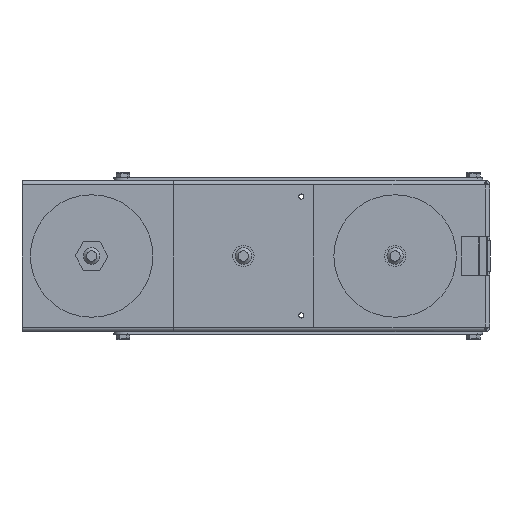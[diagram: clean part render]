
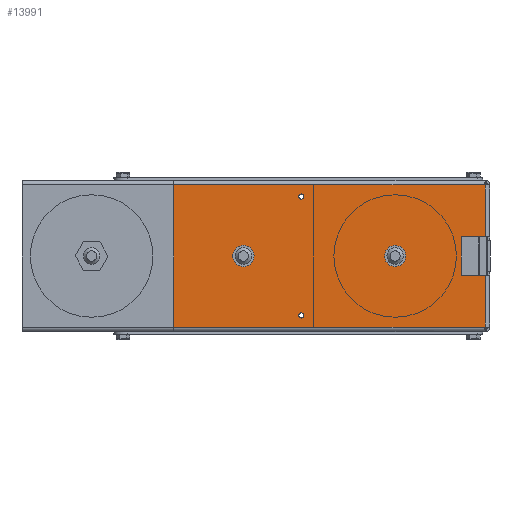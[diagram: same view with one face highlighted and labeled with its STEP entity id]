
A CAD part, front view. The second image highlights one B-rep face of the part: STEP entity #13991.
In plain terms, the highlighted planar face has unit normal (0, -1, 0).
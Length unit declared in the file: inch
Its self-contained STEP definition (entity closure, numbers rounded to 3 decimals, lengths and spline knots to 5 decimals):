
#513=FACE_BOUND('',#2280,.T.);
#514=FACE_BOUND('',#2281,.T.);
#515=FACE_BOUND('',#2282,.T.);
#516=FACE_BOUND('',#2283,.T.);
#790=CIRCLE('',#15096,0.28);
#792=CIRCLE('',#15099,0.28);
#794=CIRCLE('',#15102,0.07);
#796=CIRCLE('',#15105,0.07);
#1527=FACE_OUTER_BOUND('',#2279,.T.);
#2279=EDGE_LOOP('',(#9445,#9446,#9447,#9448,#9449,#9450,#9451,#9452,#9453,
#9454,#9455,#9456));
#2280=EDGE_LOOP('',(#9457));
#2281=EDGE_LOOP('',(#9458));
#2282=EDGE_LOOP('',(#9459));
#2283=EDGE_LOOP('',(#9460));
#3270=LINE('',#20436,#4567);
#3272=LINE('',#20442,#4569);
#3276=LINE('',#20452,#4573);
#3277=LINE('',#20454,#4574);
#3278=LINE('',#20456,#4575);
#3279=LINE('',#20458,#4576);
#3280=LINE('',#20460,#4577);
#3281=LINE('',#20462,#4578);
#3282=LINE('',#20464,#4579);
#3283=LINE('',#20466,#4580);
#3284=LINE('',#20468,#4581);
#3285=LINE('',#20469,#4582);
#4567=VECTOR('',#16565,0.3937);
#4569=VECTOR('',#16571,0.3937);
#4573=VECTOR('',#16579,0.3937);
#4574=VECTOR('',#16580,0.3937);
#4575=VECTOR('',#16581,0.3937);
#4576=VECTOR('',#16582,0.3937);
#4577=VECTOR('',#16583,0.3937);
#4578=VECTOR('',#16584,0.3937);
#4579=VECTOR('',#16585,0.3937);
#4580=VECTOR('',#16586,0.3937);
#4581=VECTOR('',#16587,0.3937);
#4582=VECTOR('',#16588,0.3937);
#5878=VERTEX_POINT('',#20408);
#5880=VERTEX_POINT('',#20414);
#5882=VERTEX_POINT('',#20420);
#5884=VERTEX_POINT('',#20426);
#5887=VERTEX_POINT('',#20433);
#5888=VERTEX_POINT('',#20435);
#5890=VERTEX_POINT('',#20441);
#5894=VERTEX_POINT('',#20451);
#5895=VERTEX_POINT('',#20453);
#5896=VERTEX_POINT('',#20455);
#5897=VERTEX_POINT('',#20457);
#5898=VERTEX_POINT('',#20459);
#5899=VERTEX_POINT('',#20461);
#5900=VERTEX_POINT('',#20463);
#5901=VERTEX_POINT('',#20465);
#5902=VERTEX_POINT('',#20467);
#7294=EDGE_CURVE('',#5878,#5878,#790,.T.);
#7297=EDGE_CURVE('',#5880,#5880,#792,.T.);
#7300=EDGE_CURVE('',#5882,#5882,#794,.T.);
#7303=EDGE_CURVE('',#5884,#5884,#796,.T.);
#7307=EDGE_CURVE('',#5887,#5888,#3270,.T.);
#7310=EDGE_CURVE('',#5890,#5888,#3272,.T.);
#7315=EDGE_CURVE('',#5894,#5887,#3276,.T.);
#7316=EDGE_CURVE('',#5895,#5894,#3277,.T.);
#7317=EDGE_CURVE('',#5896,#5895,#3278,.T.);
#7318=EDGE_CURVE('',#5897,#5896,#3279,.T.);
#7319=EDGE_CURVE('',#5897,#5898,#3280,.T.);
#7320=EDGE_CURVE('',#5898,#5899,#3281,.T.);
#7321=EDGE_CURVE('',#5899,#5900,#3282,.T.);
#7322=EDGE_CURVE('',#5900,#5901,#3283,.T.);
#7323=EDGE_CURVE('',#5901,#5902,#3284,.T.);
#7324=EDGE_CURVE('',#5902,#5890,#3285,.T.);
#9445=ORIENTED_EDGE('',*,*,#7307,.F.);
#9446=ORIENTED_EDGE('',*,*,#7315,.F.);
#9447=ORIENTED_EDGE('',*,*,#7316,.F.);
#9448=ORIENTED_EDGE('',*,*,#7317,.F.);
#9449=ORIENTED_EDGE('',*,*,#7318,.F.);
#9450=ORIENTED_EDGE('',*,*,#7319,.T.);
#9451=ORIENTED_EDGE('',*,*,#7320,.T.);
#9452=ORIENTED_EDGE('',*,*,#7321,.T.);
#9453=ORIENTED_EDGE('',*,*,#7322,.T.);
#9454=ORIENTED_EDGE('',*,*,#7323,.T.);
#9455=ORIENTED_EDGE('',*,*,#7324,.T.);
#9456=ORIENTED_EDGE('',*,*,#7310,.T.);
#9457=ORIENTED_EDGE('',*,*,#7294,.T.);
#9458=ORIENTED_EDGE('',*,*,#7297,.T.);
#9459=ORIENTED_EDGE('',*,*,#7300,.T.);
#9460=ORIENTED_EDGE('',*,*,#7303,.T.);
#13474=PLANE('',#15112);
#13991=ADVANCED_FACE('',(#1527,#513,#514,#515,#516),#13474,.T.);
#15096=AXIS2_PLACEMENT_3D('',#20409,#16535,#16536);
#15099=AXIS2_PLACEMENT_3D('',#20415,#16542,#16543);
#15102=AXIS2_PLACEMENT_3D('',#20421,#16549,#16550);
#15105=AXIS2_PLACEMENT_3D('',#20427,#16556,#16557);
#15112=AXIS2_PLACEMENT_3D('',#20450,#16577,#16578);
#16535=DIRECTION('center_axis',(0.,1.,0.));
#16536=DIRECTION('ref_axis',(-1.,0.,0.));
#16542=DIRECTION('center_axis',(0.,1.,0.));
#16543=DIRECTION('ref_axis',(-1.,0.,0.));
#16549=DIRECTION('center_axis',(0.,1.,0.));
#16550=DIRECTION('ref_axis',(-1.,0.,0.));
#16556=DIRECTION('center_axis',(0.,1.,0.));
#16557=DIRECTION('ref_axis',(-1.,0.,0.));
#16565=DIRECTION('',(0.,0.,-1.));
#16571=DIRECTION('',(1.,0.,0.));
#16577=DIRECTION('center_axis',(0.,-1.,0.));
#16578=DIRECTION('ref_axis',(0.,0.,-1.));
#16579=DIRECTION('',(1.,0.,0.));
#16580=DIRECTION('',(0.,0.,1.));
#16581=DIRECTION('',(-1.,0.,0.));
#16582=DIRECTION('',(0.,0.,-1.));
#16583=DIRECTION('',(-1.,0.,0.));
#16584=DIRECTION('',(0.,0.,1.));
#16585=DIRECTION('',(-1.,0.,0.));
#16586=DIRECTION('',(0.,0.,1.));
#16587=DIRECTION('',(1.,0.,0.));
#16588=DIRECTION('',(0.,0.,1.));
#20408=CARTESIAN_POINT('',(-2.22,-0.0635,0.));
#20409=CARTESIAN_POINT('Origin',(-2.5,-0.0635,
0.));
#20414=CARTESIAN_POINT('',(-6.22,-0.0635,0.));
#20415=CARTESIAN_POINT('Origin',(-6.5,-0.0635,
0.));
#20420=CARTESIAN_POINT('',(-4.91,-0.0635,-1.565));
#20421=CARTESIAN_POINT('Origin',(-4.98,-0.0635,-1.565));
#20426=CARTESIAN_POINT('',(-4.91,-0.0635,1.565));
#20427=CARTESIAN_POINT('Origin',(-4.98,-0.0635,1.565));
#20433=CARTESIAN_POINT('',(-0.127,-0.0635,1.873));
#20435=CARTESIAN_POINT('',(-0.127,-0.0635,0.505));
#20436=CARTESIAN_POINT('',(-0.127,-0.0635,0.));
#20441=CARTESIAN_POINT('',(-0.76,-0.0635,0.505));
#20442=CARTESIAN_POINT('',(0.,-0.0635,0.505));
#20450=CARTESIAN_POINT('Origin',(0.,-0.0635,0.));
#20451=CARTESIAN_POINT('',(-8.34,-0.0635,1.873));
#20452=CARTESIAN_POINT('',(-0.6063,-0.0635,1.873));
#20453=CARTESIAN_POINT('',(-8.34,-0.0635,-1.873));
#20454=CARTESIAN_POINT('',(-8.34,-0.0635,0.));
#20455=CARTESIAN_POINT('',(-0.127,-0.0635,-1.873));
#20456=CARTESIAN_POINT('',(-0.6063,-0.0635,-1.873));
#20457=CARTESIAN_POINT('',(-0.127,-0.0635,-0.505));
#20458=CARTESIAN_POINT('',(-0.127,-0.0635,0.));
#20459=CARTESIAN_POINT('',(-0.76,-0.0635,-0.505));
#20460=CARTESIAN_POINT('',(0.,-0.0635,-0.505));
#20461=CARTESIAN_POINT('',(-0.76,-0.0635,-0.475));
#20462=CARTESIAN_POINT('',(-0.76,-0.0635,-0.2275));
#20463=CARTESIAN_POINT('',(-0.7635,-0.0635,-0.475));
#20464=CARTESIAN_POINT('',(-0.38175,-0.0635,-0.475));
#20465=CARTESIAN_POINT('',(-0.7635,-0.0635,0.475));
#20466=CARTESIAN_POINT('',(-0.7635,-0.0635,0.2375));
#20467=CARTESIAN_POINT('',(-0.76,-0.0635,0.475));
#20468=CARTESIAN_POINT('',(-0.03175,-0.0635,0.475));
#20469=CARTESIAN_POINT('',(-0.76,-0.0635,0.2275));
